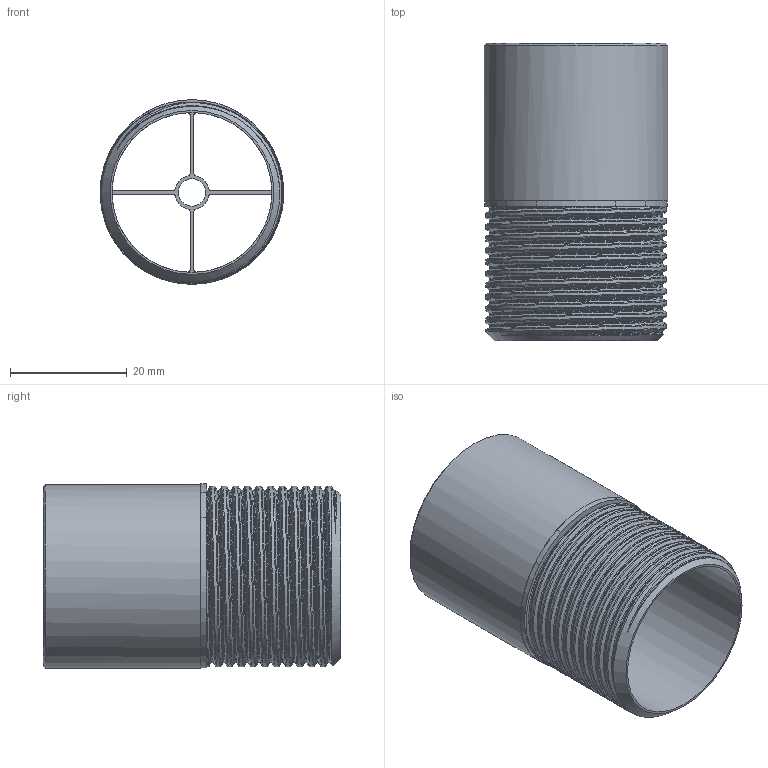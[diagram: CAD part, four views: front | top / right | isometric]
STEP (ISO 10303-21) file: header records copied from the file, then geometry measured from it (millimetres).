
FILE_DESCRIPTION(/* description */ (''),/* implementation_level */ '2;1');
FILE_NAME(/* name */ 'Cheshire_crosshair.step',/* time_stamp */ '2026-02-19T10:11:22+01:00',/* author */ (''),/* organization */ (''),/* preprocessor_version */ 'ST-DEVELOPER v20.1',/* originating_system */ 'Autodesk Translation Framework v14.24.0.0',/* authorisation */ '');
FILE_SCHEMA (('AUTOMOTIVE_DESIGN { 1 0 10303 214 3 1 1 }'));
Length unit declared in the file: millimetre
Products named in the file (1): Cheshire_crosshair
Bounding box: 31.5 x 51 x 31.66 mm (x, y, z)
Volume: 8484.2 mm3; surface area: 10959.3 mm2
Topology: 1 solids, 1 shells, 73 faces, 216 edges, 143 vertices
Faces by surface type: cylinder 49, plane 14, bspline 8, cone 2
Full cylindrical faces by diameter (mm): 4.688 x1, 27.402 x1, 29.529 x10, 31 x10, 31.5 x1
Entity records: 8028 total; most frequent: CARTESIAN_POINT 6122, ORIENTED_EDGE 432, DIRECTION 343, EDGE_CURVE 216, VERTEX_POINT 143, AXIS2_PLACEMENT_3D 132, EDGE_LOOP 81, LINE 79
